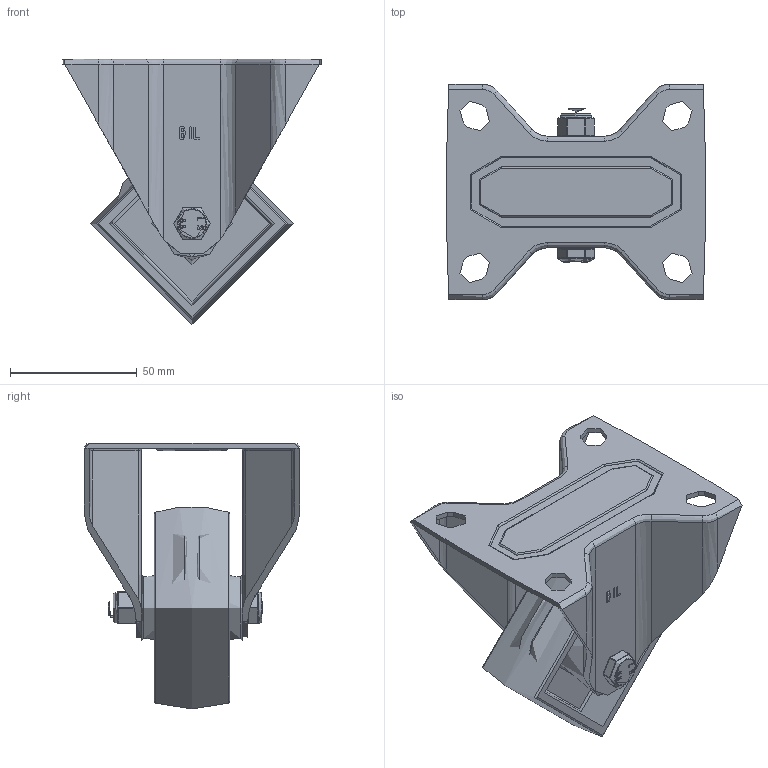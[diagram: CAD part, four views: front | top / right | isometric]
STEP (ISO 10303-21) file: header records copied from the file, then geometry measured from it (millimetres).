
FILE_DESCRIPTION(/* description */ (''),/* implementation_level */ '2;1');
FILE_NAME(/* name */ 'BZMMF80NYB.step',/* time_stamp */ '2024-05-20T12:00:02+01:00',/* author */ (''),/* organization */ (''),/* preprocessor_version */ 'ST-DEVELOPER v20',/* originating_system */ 'Autodesk Translation Framework v13.14.0.145',/* authorisation */ '');
FILE_SCHEMA (('AUTOMOTIVE_DESIGN { 1 0 10303 214 3 1 1 }'));
Length unit declared in the file: millimetre
Products named in the file (19): BZMMF80NYB; BZMMF80AS - 40 v2; ZINC PLATED, PRESSED STEEL BRACKET; BZMM80WNYRB v1; NYLON WHEEL; WHEEL; CAP; ROLLER BEARING; CAGE; ribs; Component2; TUBEM12X40 v1; ZINC PLATED STEEL TUBE; HEXBOLTM8X55Z8.8 v2; GRADE 8.8 ZINC PLATED BOLT; NYLOCM8Z v1; NYLOC NUT; NUT; RUBBER
Assembly tree (25 placements, depth 5):
  BZMMF80NYB
    BZMMF80AS - 40 v2
      ZINC PLATED, PRESSED STEEL BRACKET
    BZMM80WNYRB v1
      NYLON WHEEL
        WHEEL
        CAP
      ROLLER BEARING
        CAGE
        ribs
          Component2  x8
    TUBEM12X40 v1
      ZINC PLATED STEEL TUBE
    HEXBOLTM8X55Z8.8 v2
      GRADE 8.8 ZINC PLATED BOLT
    NYLOCM8Z v1
      NYLOC NUT
        NUT
        RUBBER
Bounding box: 102.3 x 85 x 105 mm (x, y, z)
Volume: 117156.6 mm3; surface area: 73445.4 mm2
Topology: 16 solids, 16 shells, 501 faces, 1240 edges, 775 vertices
Faces by surface type: cylinder 206, plane 195, bspline 37, torus 34, sphere 24, cone 5
Full cylindrical faces by diameter (mm): 0.664 x2, 3.75 x8, 6.446 x7, 7.866 x13, 8 x3, 8.25 x2, 8.4 x1, 8.6 x2, 11.5 x1, 11.9 x1, 12.1 x1, 12.4 x2, 12.5 x1, 19.5 x2, 23 x2, 28 x2
Entity records: 20237 total; most frequent: CARTESIAN_POINT 8183, DIRECTION 2441, ORIENTED_EDGE 2426, EDGE_CURVE 1213, AXIS2_PLACEMENT_3D 912, VERTEX_POINT 761, LINE 617, VECTOR 617
